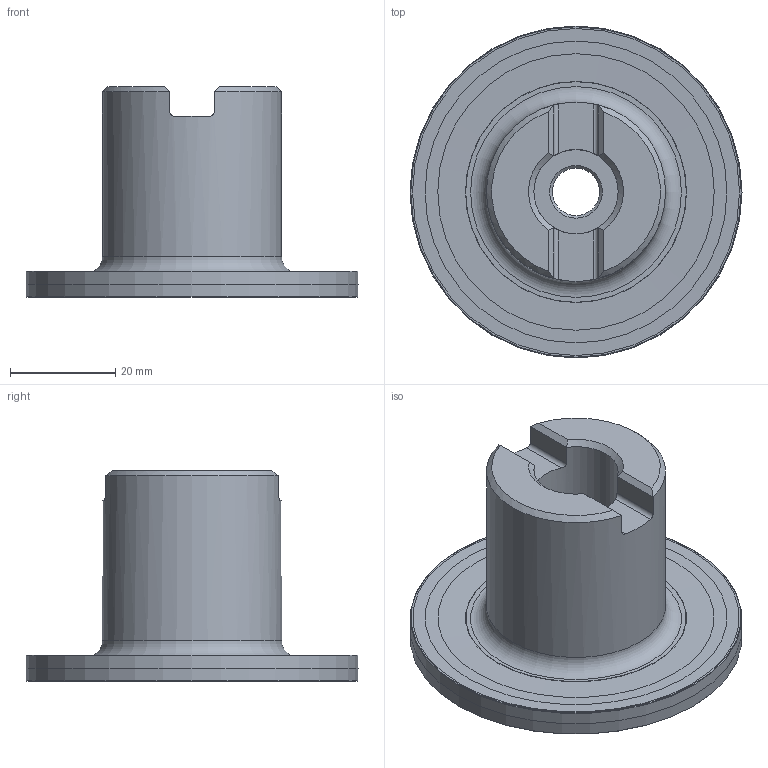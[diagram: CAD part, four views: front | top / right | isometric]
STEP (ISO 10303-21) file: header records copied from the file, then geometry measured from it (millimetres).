
FILE_DESCRIPTION(/* description */ (''),/* implementation_level */ '2;1');
FILE_NAME(/* name */ '63A03R_S90SN11N5_SIM.stp',/* time_stamp */ '2020-01-10T10:53:25+01:00',/* author */ (''),/* organization */ (''),/* preprocessor_version */ 'ST-DEVELOPER v16.7',/* originating_system */ 'SIEMENS PLM Software NX 12.0',/* authorisation */ '');
FILE_SCHEMA (('AUTOMOTIVE_DESIGN { 1 0 10303 214 3 1 1 1 }'));
Length unit declared in the file: millimetre
Products named in the file (1): pp0720C81519vwj9
Bounding box: 63 x 63 x 40 mm (x, y, z)
Volume: 45512.9 mm3; surface area: 16810.7 mm2
Topology: 2 solids, 2 shells, 59 faces, 126 edges, 72 vertices
Faces by surface type: revolution 18, plane 17, cone 12, cylinder 10, torus 2
Full cylindrical faces by diameter (mm): 9 x1, 14 x1, 16 x1, 17 x1, 34 x1, 60 x1
Entity records: 1643 total; most frequent: CARTESIAN_POINT 474, DIRECTION 226, ORIENTED_EDGE 180, EDGE_LOOP 98, AXIS2_PLACEMENT_3D 92, EDGE_CURVE 90, FACE_BOUND 78, VERTEX_POINT 70
